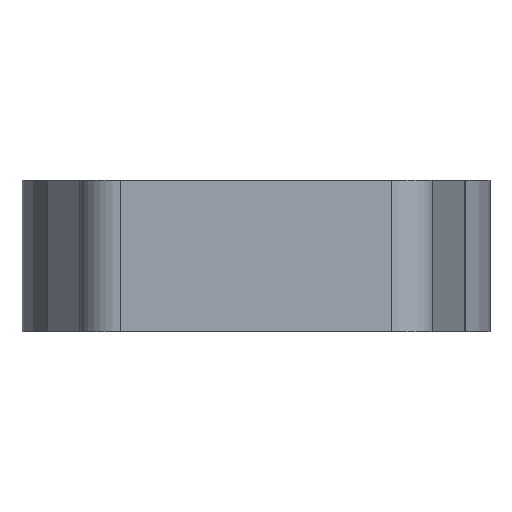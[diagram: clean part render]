
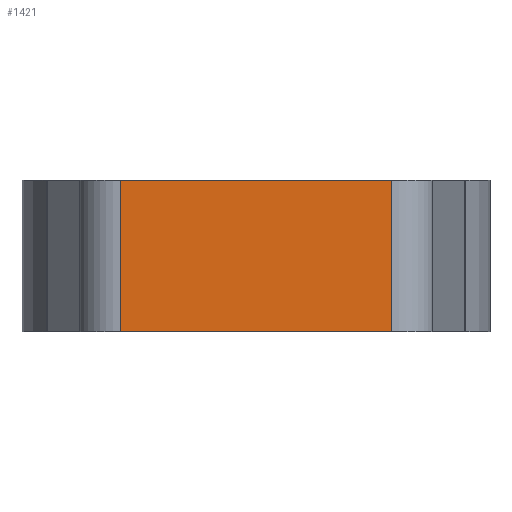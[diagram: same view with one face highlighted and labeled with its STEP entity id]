
A CAD part, front view. The second image highlights one B-rep face of the part: STEP entity #1421.
In plain terms, the highlighted planar face has unit normal (0, -1, 0).
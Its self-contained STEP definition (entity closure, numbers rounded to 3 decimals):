
#144=PLANE('',#1547);
#168=FACE_OUTER_BOUND('',#256,.T.);
#256=EDGE_LOOP('',(#1014,#1015,#1016,#1017));
#357=LINE('',#2023,#436);
#361=LINE('',#2130,#440);
#363=LINE('',#2134,#442);
#364=LINE('',#2135,#443);
#436=VECTOR('',#1698,10.);
#440=VECTOR('',#1736,10.);
#442=VECTOR('',#1740,10.);
#443=VECTOR('',#1741,10.);
#587=VERTEX_POINT('',#2020);
#588=VERTEX_POINT('',#2022);
#614=VERTEX_POINT('',#2128);
#615=VERTEX_POINT('',#2133);
#742=EDGE_CURVE('',#587,#588,#357,.T.);
#770=EDGE_CURVE('',#614,#587,#361,.T.);
#772=EDGE_CURVE('',#614,#615,#363,.T.);
#773=EDGE_CURVE('',#588,#615,#364,.T.);
#1014=ORIENTED_EDGE('',*,*,#770,.F.);
#1015=ORIENTED_EDGE('',*,*,#772,.T.);
#1016=ORIENTED_EDGE('',*,*,#773,.F.);
#1017=ORIENTED_EDGE('',*,*,#742,.F.);
#1421=ADVANCED_FACE('',(#168),#144,.T.);
#1547=AXIS2_PLACEMENT_3D('',#2132,#1738,#1739);
#1698=DIRECTION('',(1.,0.,0.));
#1736=DIRECTION('',(0.,0.,1.));
#1738=DIRECTION('center_axis',(0.,-1.,0.));
#1739=DIRECTION('ref_axis',(-1.,0.,0.));
#1740=DIRECTION('',(1.,0.,0.));
#1741=DIRECTION('',(0.,0.,-1.));
#2020=CARTESIAN_POINT('',(-16.213,-63.,10.809));
#2022=CARTESIAN_POINT('',(16.213,-63.,10.809));
#2023=CARTESIAN_POINT('',(-26.,-63.,10.809));
#2128=CARTESIAN_POINT('',(-16.213,-63.,-7.309));
#2130=CARTESIAN_POINT('',(-16.213,-63.,10.809));
#2132=CARTESIAN_POINT('Origin',(20.416,-63.,10.809));
#2133=CARTESIAN_POINT('',(16.213,-63.,-7.309));
#2134=CARTESIAN_POINT('',(10.208,-63.,-7.309));
#2135=CARTESIAN_POINT('',(16.213,-63.,10.809));
